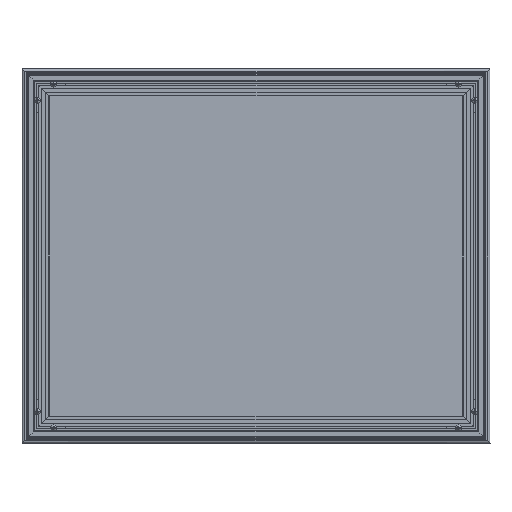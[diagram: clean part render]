
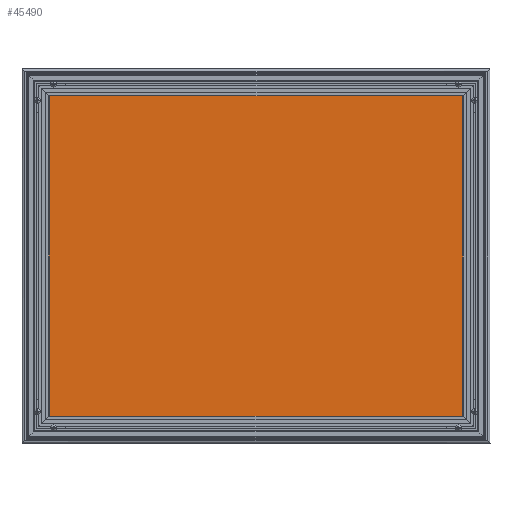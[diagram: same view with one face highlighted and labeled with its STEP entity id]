
A CAD part, front view. The second image highlights one B-rep face of the part: STEP entity #45490.
In plain terms, the highlighted planar face has unit normal (0, -1, 0).
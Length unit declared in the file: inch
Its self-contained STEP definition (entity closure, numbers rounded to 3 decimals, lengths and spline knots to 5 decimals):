
#2897 = EDGE_CURVE ( 'NONE', #36222, #13278, #43160, .T. ) ;
#8392 = VECTOR ( 'NONE', #46111, 39.37008 ) ;
#10340 = LINE ( 'NONE', #61077, #20317 ) ;
#11036 = CARTESIAN_POINT ( 'NONE',  ( -0.51666, 0.06861, 10.59375 ) ) ;
#13278 = VERTEX_POINT ( 'NONE', #56516 ) ;
#16551 = EDGE_CURVE ( 'NONE', #13278, #50578, #16562, .T. ) ;
#16562 = LINE ( 'NONE', #60516, #38524 ) ;
#20317 = VECTOR ( 'NONE', #60451, 39.37008 ) ;
#21126 = DIRECTION ( 'NONE',  ( 0., 0., 1. ) ) ;
#22413 = ORIENTED_EDGE ( 'NONE', *, *, #2897, .F. ) ;
#22895 = AXIS2_PLACEMENT_3D ( 'NONE', #49108, #63396, #48779 ) ;
#24300 = EDGE_LOOP ( 'NONE', ( #47196, #46213, #28692, #22413 ) ) ;
#26060 = EDGE_CURVE ( 'NONE', #64377, #36222, #10340, .T. ) ;
#28692 = ORIENTED_EDGE ( 'NONE', *, *, #16551, .F. ) ;
#29462 = CARTESIAN_POINT ( 'NONE',  ( -14.11041, 0.06861, -10.59375 ) ) ;
#36209 = CARTESIAN_POINT ( 'NONE',  ( -0.51666, 0.06861, -10.59375 ) ) ;
#36222 = VERTEX_POINT ( 'NONE', #36209 ) ;
#38524 = VECTOR ( 'NONE', #21126, 39.37008 ) ;
#41534 = LINE ( 'NONE', #61374, #8392 ) ;
#43160 = LINE ( 'NONE', #29462, #53287 ) ;
#45490 = ADVANCED_FACE ( 'NONE', ( #59184 ), #63734, .F. ) ;
#46111 = DIRECTION ( 'NONE',  ( 1., 0., 0. ) ) ;
#46213 = ORIENTED_EDGE ( 'NONE', *, *, #63959, .F. ) ;
#47196 = ORIENTED_EDGE ( 'NONE', *, *, #26060, .F. ) ;
#48779 = DIRECTION ( 'NONE',  ( 0., 0., 1. ) ) ;
#49020 = DIRECTION ( 'NONE',  ( -1., 0., 0. ) ) ;
#49108 = CARTESIAN_POINT ( 'NONE',  ( -14.11041, 0.06861, 0. ) ) ;
#50538 = CARTESIAN_POINT ( 'NONE',  ( -27.70416, 0.06861, 10.59375 ) ) ;
#50578 = VERTEX_POINT ( 'NONE', #50538 ) ;
#53287 = VECTOR ( 'NONE', #49020, 39.37008 ) ;
#56516 = CARTESIAN_POINT ( 'NONE',  ( -27.70416, 0.06861, -10.59375 ) ) ;
#59184 = FACE_OUTER_BOUND ( 'NONE', #24300, .T. ) ;
#60451 = DIRECTION ( 'NONE',  ( 0., 0., -1. ) ) ;
#60516 = CARTESIAN_POINT ( 'NONE',  ( -27.70416, 0.06861, 0. ) ) ;
#61077 = CARTESIAN_POINT ( 'NONE',  ( -0.51666, 0.06861, 0. ) ) ;
#61374 = CARTESIAN_POINT ( 'NONE',  ( -14.11041, 0.06861, 10.59375 ) ) ;
#63396 = DIRECTION ( 'NONE',  ( 0., 1., 0. ) ) ;
#63734 = PLANE ( 'NONE',  #22895 ) ;
#63959 = EDGE_CURVE ( 'NONE', #50578, #64377, #41534, .T. ) ;
#64377 = VERTEX_POINT ( 'NONE', #11036 ) ;
